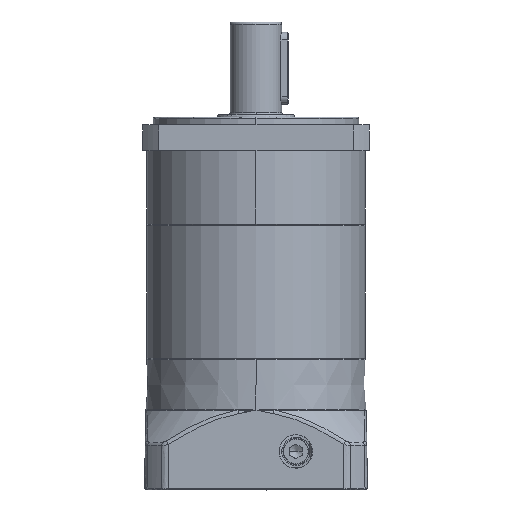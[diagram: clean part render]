
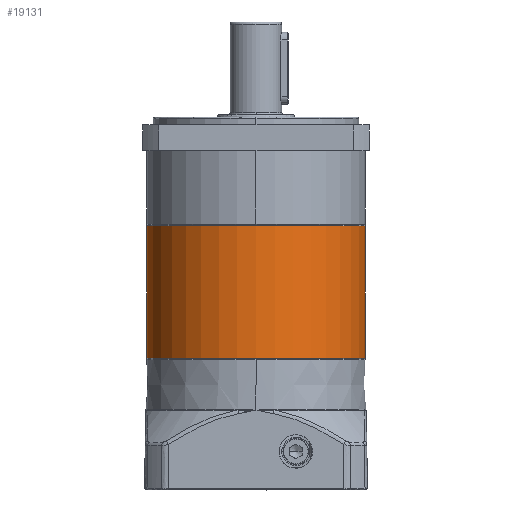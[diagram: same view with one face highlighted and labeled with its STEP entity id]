
A CAD part, left-side view. The second image highlights one B-rep face of the part: STEP entity #19131.
In plain terms, the highlighted cylindrical face has radius 42.5 mm (diameter 85 mm), a partial arc.
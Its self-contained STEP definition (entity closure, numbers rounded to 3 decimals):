
#1556 = CIRCLE ( 'NONE', #30867, 42.5 ) ;
#1666 = CARTESIAN_POINT ( 'NONE',  ( 0., 51.7, 0. ) ) ;
#4002 = CYLINDRICAL_SURFACE ( 'NONE', #15185, 42.5 ) ;
#4206 = DIRECTION ( 'NONE',  ( 0., 0., -1. ) ) ;
#4459 = EDGE_LOOP ( 'NONE', ( #14142, #28826, #17394, #8483, #8191 ) ) ;
#5493 = VECTOR ( 'NONE', #25589, 1000. ) ;
#5698 = VERTEX_POINT ( 'NONE', #17781 ) ;
#6980 = CARTESIAN_POINT ( 'NONE',  ( -42.5, 51.7, 0. ) ) ;
#7527 = FACE_OUTER_BOUND ( 'NONE', #4459, .T. ) ;
#8191 = ORIENTED_EDGE ( 'NONE', *, *, #23458, .T. ) ;
#8483 = ORIENTED_EDGE ( 'NONE', *, *, #30308, .T. ) ;
#11114 = AXIS2_PLACEMENT_3D ( 'NONE', #1666, #19710, #4206 ) ;
#11685 = DIRECTION ( 'NONE',  ( 0., -1., 0. ) ) ;
#12600 = DIRECTION ( 'NONE',  ( 0., 1., 0. ) ) ;
#14142 = ORIENTED_EDGE ( 'NONE', *, *, #19448, .F. ) ;
#15185 = AXIS2_PLACEMENT_3D ( 'NONE', #30302, #31344, #30292 ) ;
#15740 = VERTEX_POINT ( 'NONE', #18835 ) ;
#17394 = ORIENTED_EDGE ( 'NONE', *, *, #28724, .T. ) ;
#17693 = LINE ( 'NONE', #30416, #5493 ) ;
#17781 = CARTESIAN_POINT ( 'NONE',  ( 0., 0.3, -42.5 ) ) ;
#18835 = CARTESIAN_POINT ( 'NONE',  ( 0., 51.7, -42.5 ) ) ;
#19131 = ADVANCED_FACE ( 'NONE', ( #7527 ), #4002, .T. ) ;
#19448 = EDGE_CURVE ( 'NONE', #27354, #20855, #28019, .T. ) ;
#19710 = DIRECTION ( 'NONE',  ( 0., -1., 0. ) ) ;
#20855 = VERTEX_POINT ( 'NONE', #28333 ) ;
#22307 = CARTESIAN_POINT ( 'NONE',  ( 0., 51.7, 42.5 ) ) ;
#22745 = VERTEX_POINT ( 'NONE', #6980 ) ;
#23135 = CIRCLE ( 'NONE', #11114, 42.5 ) ;
#23458 = EDGE_CURVE ( 'NONE', #5698, #20855, #30187, .T. ) ;
#25444 = DIRECTION ( 'NONE',  ( 0., -1., 0. ) ) ;
#25589 = DIRECTION ( 'NONE',  ( 0., -1., 0. ) ) ;
#25787 = CARTESIAN_POINT ( 'NONE',  ( 0., 52., 42.5 ) ) ;
#27136 = CARTESIAN_POINT ( 'NONE',  ( 0., 51.7, 0. ) ) ;
#27354 = VERTEX_POINT ( 'NONE', #22307 ) ;
#27802 = VECTOR ( 'NONE', #25444, 1000. ) ;
#27991 = CARTESIAN_POINT ( 'NONE',  ( 0., 0.3, 0. ) ) ;
#28019 = LINE ( 'NONE', #25787, #27802 ) ;
#28333 = CARTESIAN_POINT ( 'NONE',  ( 0., 0.3, 42.5 ) ) ;
#28724 = EDGE_CURVE ( 'NONE', #22745, #15740, #23135, .T. ) ;
#28826 = ORIENTED_EDGE ( 'NONE', *, *, #32190, .T. ) ;
#29678 = DIRECTION ( 'NONE',  ( 0., 0., -1. ) ) ;
#30187 = CIRCLE ( 'NONE', #30731, 42.5 ) ;
#30292 = DIRECTION ( 'NONE',  ( 0., 0., -1. ) ) ;
#30302 = CARTESIAN_POINT ( 'NONE',  ( 0., 52., 0. ) ) ;
#30308 = EDGE_CURVE ( 'NONE', #15740, #5698, #17693, .T. ) ;
#30416 = CARTESIAN_POINT ( 'NONE',  ( 0., 52., -42.5 ) ) ;
#30567 = DIRECTION ( 'NONE',  ( 0., 0., -1. ) ) ;
#30731 = AXIS2_PLACEMENT_3D ( 'NONE', #27991, #12600, #30567 ) ;
#30867 = AXIS2_PLACEMENT_3D ( 'NONE', #27136, #11685, #29678 ) ;
#31344 = DIRECTION ( 'NONE',  ( 0., -1., 0. ) ) ;
#32190 = EDGE_CURVE ( 'NONE', #27354, #22745, #1556, .T. ) ;
